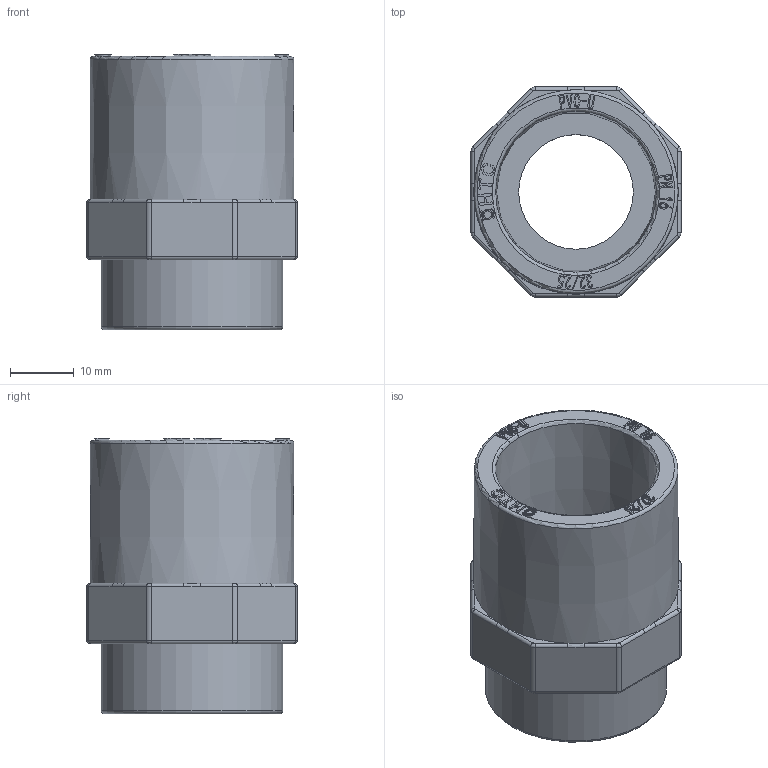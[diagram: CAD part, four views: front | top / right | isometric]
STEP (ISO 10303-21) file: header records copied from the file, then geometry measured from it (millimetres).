
FILE_DESCRIPTION(/* description */ (''),/* implementation_level */ '2;1');
FILE_NAME(/* name */ '25-32X1÷2内外插内螺纹变接头.stp',/* time_stamp */ '2024-03-25T15:42:32+08:00',/* author */ (''),/* organization */ (''),/* preprocessor_version */ 'ST-DEVELOPER v16',/* originating_system */ 'SIEMENS PLM Software NX 10.0',/* authorisation */ '');
FILE_SCHEMA (('AUTOMOTIVE_DESIGN { 1 0 10303 214 3 1 1 1 }'));
Length unit declared in the file: millimetre
Products named in the file (1): gelv1410B640vnfs
Bounding box: 33 x 33 x 43.3 mm (x, y, z)
Volume: 16941.7 mm3; surface area: 9240.3 mm2
Topology: 1 solids, 1 shells, 737 faces, 2072 edges, 1363 vertices
Faces by surface type: plane 644, cylinder 52, bspline 26, extrusion 9, torus 4, cone 2
Full cylindrical faces by diameter (mm): 1.167 x1, 1.556 x1, 18 x1, 20.955 x9, 24 x1, 28.5 x1
Entity records: 27984 total; most frequent: CARTESIAN_POINT 11667, ORIENTED_EDGE 4056, DIRECTION 2338, EDGE_CURVE 2028, VERTEX_POINT 1340, B_SPLINE_CURVE_WITH_KNOTS 1226, AXIS2_PLACEMENT_3D 824, EDGE_LOOP 768
